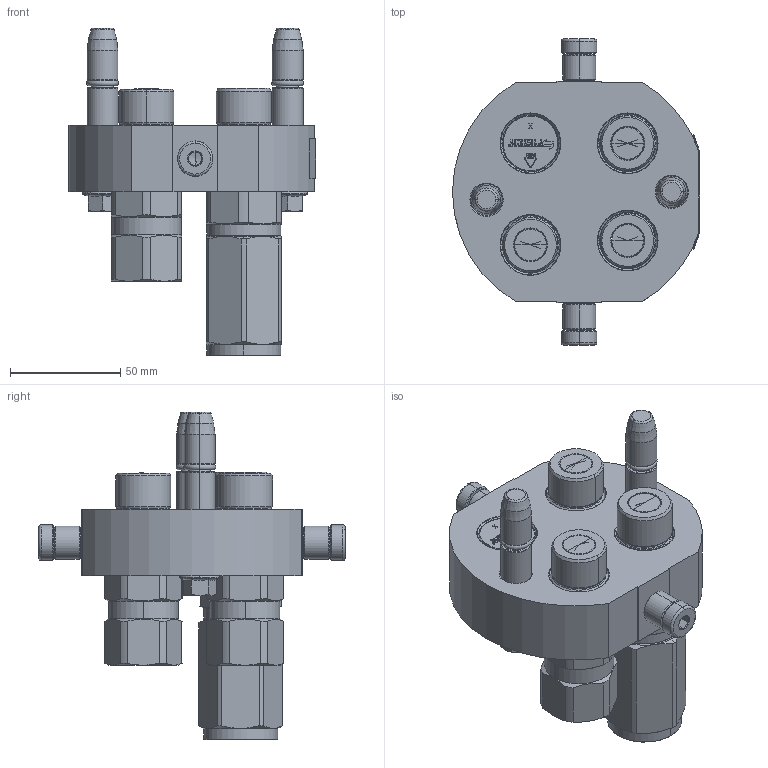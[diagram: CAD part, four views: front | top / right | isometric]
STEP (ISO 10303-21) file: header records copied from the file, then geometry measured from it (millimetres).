
FILE_DESCRIPTION (( 'STEP AP214' ), '1' );
FILE_NAME ('FASTER.step', '2023-09-25T15:23:08', ( '' ), ( '' ), 'SwSTEP 2.0', 'SolidWorks 2017', '' );
FILE_SCHEMA (( 'AUTOMOTIVE_DESIGN' ));
Length unit declared in the file: millimetre
Products named in the file (13): 4830_010_0000_022; 3ffnp12_gas_m; TAPPO_12; or2_62x9_19_m; P508_M_BASE; 1540_080_0008_000; 4830_013_3000_030; 4830_021_0000_000; 4830_028_1000_011; 2ffnp12-18g_m; et002_piegata; FASTER
Assembly tree (18 placements, depth 3):
  FASTER
    P508_M_BASE
      4830_010_0000_022
      4830_013_3000_030  x2
      4830_028_1000_011  x2
      4830_021_0000_000  x2
      1540_080_0008_000  x2
      or2_62x9_19_m  x2
    TAPPO_12
    2ffnp12-18g_m  x2
    3ffnp12_gas_m
      3ffnp12_gas_m
    et002_piegata
Bounding box: 111.8 x 138.6 x 148.2 mm (x, y, z)
Volume: 87355.8 mm3; surface area: 130368.4 mm2
Topology: 12 solids, 38 shells, 2006 faces, 5226 edges, 3305 vertices
Faces by surface type: plane 1002, cylinder 417, cone 370, torus 166, bspline 51
Entity records: 66389 total; most frequent: CARTESIAN_POINT 16003, ORIENTED_EDGE 8427, DIRECTION 8064, EDGE_CURVE 4396, VECTOR 2852, LINE 2852, VERTEX_POINT 2833, AXIS2_PLACEMENT_3D 2606
